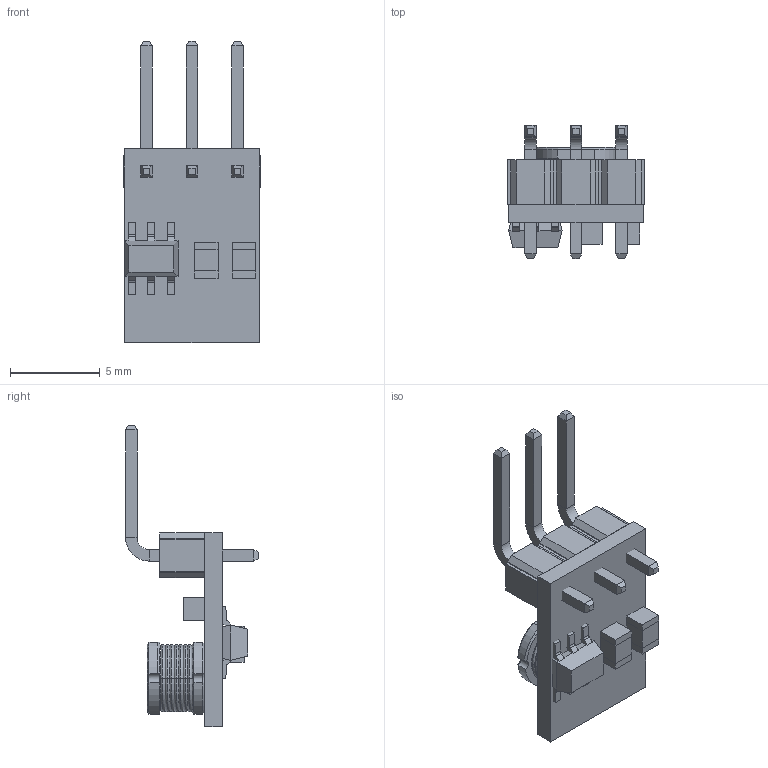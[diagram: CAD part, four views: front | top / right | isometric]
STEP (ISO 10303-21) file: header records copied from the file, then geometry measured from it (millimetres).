
FILE_DESCRIPTION (( 'STEP AP214' ), '1' );
FILE_NAME ('DD0503MA ULTRA MINI DC 3.7V 4.5V 5V TO 3.3V DC DC STEP DOWN CONVERTER BUCK MODULE.STEP', '2018-06-03T07:02:04', ( '' ), ( '' ), 'SwSTEP 2.0', 'SolidWorks 2018', '' );
FILE_SCHEMA (( 'AUTOMOTIVE_DESIGN' ));
Length unit declared in the file: millimetre
Products named in the file (6): DD0503MA ULTRA MINI DC 3.7V 4.5V 5V TO 3.3V DC DC STEP DOWN CONVERTER BUCK MODULE; SMD RESISTOR, DD0503MA ULTRA MINI DC 3.7V 4.5V 5V TO 3.3V DC DC STEP DOWN CONVERTER BUCK MODULE; 6R8 SMD INDUCTOR, DD0503MA ULTRA MINI DC 3.7V 4.5V 5V TO 3.3V DC DC STEP DOWN CONVERTER BUCK MODULE; PIN HEADER, 1X3, 2.54 mm, DD0503MA ULTRA MINI DC 3.7V 4.5V 5V TO 3.3V DC DC STEP DOWN CONVERTER BUCK MODULE; PCB, DD0503MA ULTRA MINI DC 3.7V 4.5V 5V TO 3.3V DC DC STEP DOWN CONVERTER BUCK MODULE; MICRO REG, DD0503MA ULTRA MINI DC 3.7V 4.5V 5V TO 3.3V DC DC STEP DOWN CONVERTER BUCK MODULE
Assembly tree (7 placements, depth 2):
  DD0503MA ULTRA MINI DC 3.7V 4.5V 5V TO 3.3V DC DC STEP DOWN CONVERTER BUCK MODULE
    PCB, DD0503MA ULTRA MINI DC 3.7V 4.5V 5V TO 3.3V DC DC STEP DOWN CONVERTER BUCK MODULE
    SMD RESISTOR, DD0503MA ULTRA MINI DC 3.7V 4.5V 5V TO 3.3V DC DC STEP DOWN CONVERTER BUCK MODULE  x3
    PIN HEADER, 1X3, 2.54 mm, DD0503MA ULTRA MINI DC 3.7V 4.5V 5V TO 3.3V DC DC STEP DOWN CONVERTER BUCK MODULE
    6R8 SMD INDUCTOR, DD0503MA ULTRA MINI DC 3.7V 4.5V 5V TO 3.3V DC DC STEP DOWN CONVERTER BUCK MODULE
    MICRO REG, DD0503MA ULTRA MINI DC 3.7V 4.5V 5V TO 3.3V DC DC STEP DOWN CONVERTER BUCK MODULE
Bounding box: 7.62 x 7.4 x 16.8 mm (x, y, z)
Volume: 196.7 mm3; surface area: 640.7 mm2
Topology: 25 solids, 25 shells, 327 faces, 759 edges, 470 vertices
Faces by surface type: plane 240, cylinder 34, torus 28, cone 25
Entity records: 9991 total; most frequent: CARTESIAN_POINT 1494, DIRECTION 1411, ORIENTED_EDGE 1374, EDGE_CURVE 687, LINE 509, VECTOR 509, AXIS2_PLACEMENT_3D 451, VERTEX_POINT 422
